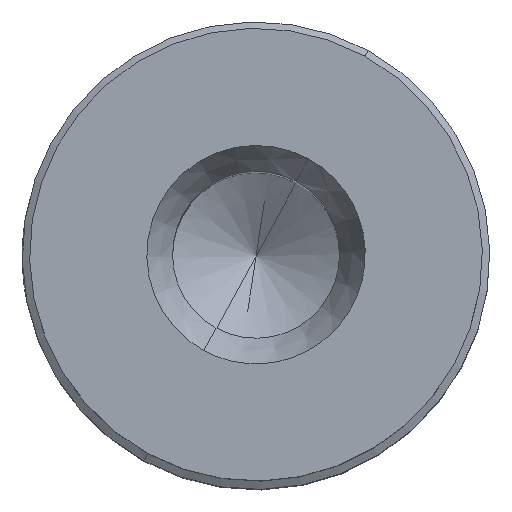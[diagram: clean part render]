
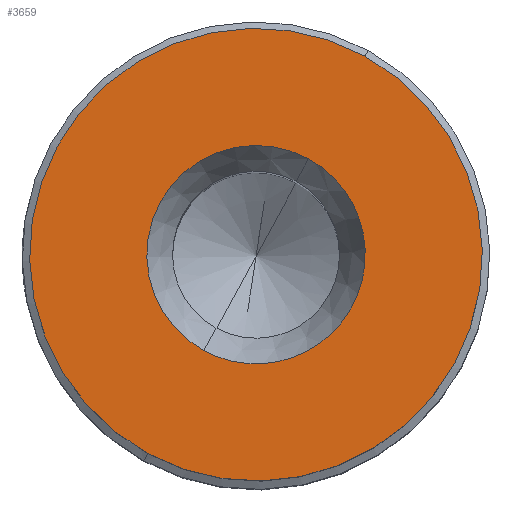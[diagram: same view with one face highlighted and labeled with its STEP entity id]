
A CAD part, top view. The second image highlights one B-rep face of the part: STEP entity #3659.
In plain terms, the highlighted planar face has unit normal (0, 0, 1).
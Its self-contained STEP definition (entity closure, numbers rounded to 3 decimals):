
#3506=AXIS2_PLACEMENT_3D('Circle Axis2P3D',#3504,#3505,$) ;
#3589=AXIS2_PLACEMENT_3D('Circle Axis2P3D',#3587,#3588,$) ;
#3613=AXIS2_PLACEMENT_3D('Circle Axis2P3D',#3611,#3612,$) ;
#3626=AXIS2_PLACEMENT_3D('Plane Axis2P3D',#3623,#3624,#3625) ;
#3504=CARTESIAN_POINT('Axis2P3D Location',(3.15,3.15,28.25)) ;
#3508=CARTESIAN_POINT('Vertex',(2.445,1.859,28.25)) ;
#3510=CARTESIAN_POINT('Vertex',(3.855,4.441,28.25)) ;
#3584=CARTESIAN_POINT('Vertex',(4.612,5.826,28.25)) ;
#3587=CARTESIAN_POINT('Axis2P3D Location',(3.15,3.15,28.25)) ;
#3591=CARTESIAN_POINT('Vertex',(1.688,0.474,28.25)) ;
#3611=CARTESIAN_POINT('Axis2P3D Location',(3.15,3.15,28.25)) ;
#3623=CARTESIAN_POINT('Axis2P3D Location',(3.15,0.1,28.25)) ;
#3633=CARTESIAN_POINT('Control Point',(2.445,1.859,28.25)) ;
#3634=CARTESIAN_POINT('Control Point',(2.601,1.773,28.25)) ;
#3635=CARTESIAN_POINT('Control Point',(2.77,1.711,28.25)) ;
#3636=CARTESIAN_POINT('Control Point',(2.948,1.676,28.25)) ;
#3637=CARTESIAN_POINT('Control Point',(3.308,1.66,28.25)) ;
#3638=CARTESIAN_POINT('Control Point',(3.657,1.751,28.25)) ;
#3639=CARTESIAN_POINT('Control Point',(3.823,1.823,28.25)) ;
#3640=CARTESIAN_POINT('Control Point',(4.129,2.015,28.25)) ;
#3641=CARTESIAN_POINT('Control Point',(4.363,2.289,28.25)) ;
#3642=CARTESIAN_POINT('Control Point',(4.459,2.443,28.25)) ;
#3643=CARTESIAN_POINT('Control Point',(4.601,2.774,28.25)) ;
#3644=CARTESIAN_POINT('Control Point',(4.638,3.133,28.25)) ;
#3645=CARTESIAN_POINT('Control Point',(4.629,3.314,28.25)) ;
#3646=CARTESIAN_POINT('Control Point',(4.556,3.667,28.25)) ;
#3647=CARTESIAN_POINT('Control Point',(4.383,3.983,28.25)) ;
#3648=CARTESIAN_POINT('Control Point',(4.272,4.127,28.25)) ;
#3649=CARTESIAN_POINT('Control Point',(4.118,4.275,28.25)) ;
#3650=CARTESIAN_POINT('Control Point',(3.941,4.391,28.25)) ;
#3651=CARTESIAN_POINT('Control Point',(3.913,4.409,28.25)) ;
#3652=CARTESIAN_POINT('Control Point',(3.884,4.425,28.25)) ;
#3653=CARTESIAN_POINT('Control Point',(3.855,4.441,28.25)) ;
#3505=DIRECTION('Axis2P3D Direction',(0.,0.,1.)) ;
#3588=DIRECTION('Axis2P3D Direction',(0.,0.,-1.)) ;
#3612=DIRECTION('Axis2P3D Direction',(0.,0.,-1.)) ;
#3624=DIRECTION('Axis2P3D Direction',(0.,0.,-1.)) ;
#3625=DIRECTION('Axis2P3D XDirection',(1.,0.,0.)) ;
#3629=ORIENTED_EDGE('',*,*,#3615,.F.) ;
#3630=ORIENTED_EDGE('',*,*,#3593,.F.) ;
#3656=ORIENTED_EDGE('',*,*,#3654,.T.) ;
#3657=ORIENTED_EDGE('',*,*,#3512,.T.) ;
#3658=FACE_BOUND('',#3655,.T.) ;
#3659=ADVANCED_FACE('Hauptkoerper',(#3631,#3658),#3627,.F.) ;
#3632=B_SPLINE_CURVE_WITH_KNOTS('',5,(#3633,#3634,#3635,#3636,#3637,#3638,#3639,#3640,#3641,#3642,#3643,#3644,#3645,#3646,#3647,#3648,#3649,#3650,#3651,#3652,#3653),.UNSPECIFIED.,.F.,.U.,(6,3,3,3,3,3,6),(0.,1.265,2.53,3.796,5.061,6.326,6.561),.UNSPECIFIED.) ;
#3507=CIRCLE('generated circle',#3506,1.471) ;
#3590=CIRCLE('generated circle',#3589,3.05) ;
#3614=CIRCLE('generated circle',#3613,3.05) ;
#3512=EDGE_CURVE('',#3509,#3511,#3507,.F.) ;
#3593=EDGE_CURVE('',#3585,#3592,#3590,.T.) ;
#3615=EDGE_CURVE('',#3592,#3585,#3614,.T.) ;
#3654=EDGE_CURVE('',#3511,#3509,#3632,.F.) ;
#3628=EDGE_LOOP('',(#3629,#3630)) ;
#3655=EDGE_LOOP('',(#3656,#3657)) ;
#3631=FACE_OUTER_BOUND('',#3628,.T.) ;
#3627=PLANE('',#3626) ;
#3509=VERTEX_POINT('',#3508) ;
#3511=VERTEX_POINT('',#3510) ;
#3585=VERTEX_POINT('',#3584) ;
#3592=VERTEX_POINT('',#3591) ;
